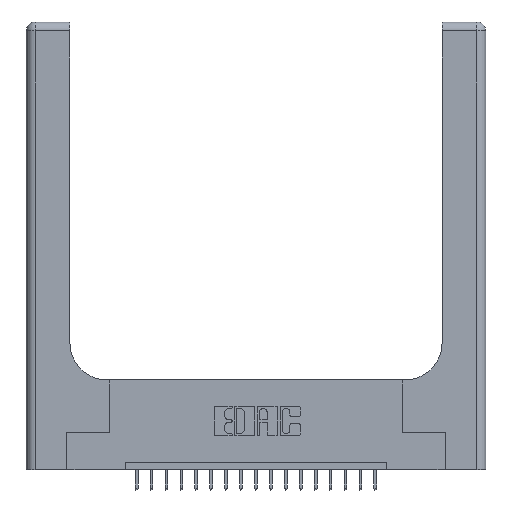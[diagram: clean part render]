
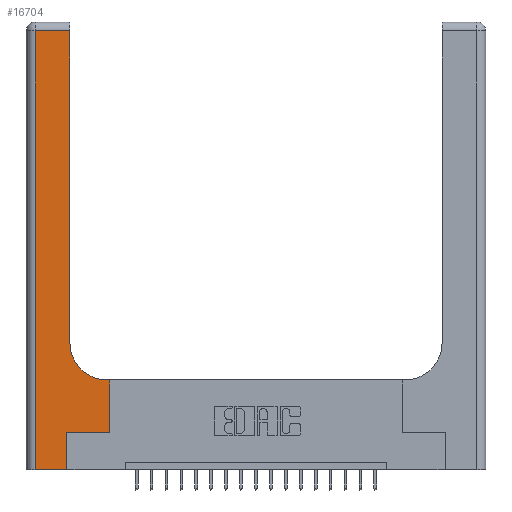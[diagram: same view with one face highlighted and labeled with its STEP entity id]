
A CAD part, top view. The second image highlights one B-rep face of the part: STEP entity #16704.
In plain terms, the highlighted planar face has unit normal (0, 0, 1).
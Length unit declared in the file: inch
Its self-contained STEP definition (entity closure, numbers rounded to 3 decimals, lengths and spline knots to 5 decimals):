
#61 = ORIENTED_EDGE ( 'NONE', *, *, #19392, .T. ) ;
#266 = DIRECTION ( 'NONE',  ( 0., -1., 0. ) ) ;
#350 = CARTESIAN_POINT ( 'NONE',  ( 0., 3., 0.37 ) ) ;
#397 = EDGE_CURVE ( 'NONE', #4548, #16485, #20495, .T. ) ;
#532 = ORIENTED_EDGE ( 'NONE', *, *, #17816, .T. ) ;
#705 = CARTESIAN_POINT ( 'NONE',  ( 0.06, 3., 0.37 ) ) ;
#785 = CARTESIAN_POINT ( 'NONE',  ( 0.06, 0., 0.37 ) ) ;
#833 = VECTOR ( 'NONE', #15234, 39.37008 ) ;
#1238 = LINE ( 'NONE', #7767, #13594 ) ;
#2228 = LINE ( 'NONE', #15231, #4517 ) ;
#2361 = CARTESIAN_POINT ( 'NONE',  ( 0.5415, 0.85, 0.37 ) ) ;
#3761 = CIRCLE ( 'NONE', #20395, 0.25 ) ;
#3874 = DIRECTION ( 'NONE',  ( 1., 0., 0. ) ) ;
#4377 = VERTEX_POINT ( 'NONE', #14304 ) ;
#4431 = CARTESIAN_POINT ( 'NONE',  ( 0., 2.94, 0.37 ) ) ;
#4517 = VECTOR ( 'NONE', #20343, 39.37008 ) ;
#4548 = VERTEX_POINT ( 'NONE', #16932 ) ;
#4607 = VECTOR ( 'NONE', #266, 39.37008 ) ;
#5479 = FACE_OUTER_BOUND ( 'NONE', #19125, .T. ) ;
#5494 = ORIENTED_EDGE ( 'NONE', *, *, #10839, .T. ) ;
#5582 = ORIENTED_EDGE ( 'NONE', *, *, #397, .T. ) ;
#5597 = VECTOR ( 'NONE', #15740, 39.37008 ) ;
#5631 = CARTESIAN_POINT ( 'NONE',  ( 0.5415, 0.6, 0.37 ) ) ;
#5869 = LINE ( 'NONE', #4431, #18339 ) ;
#6343 = VERTEX_POINT ( 'NONE', #13921 ) ;
#6581 = ORIENTED_EDGE ( 'NONE', *, *, #17684, .T. ) ;
#6638 = CARTESIAN_POINT ( 'NONE',  ( 0.2915, 0.85, 0.37 ) ) ;
#7033 = LINE ( 'NONE', #10400, #833 ) ;
#7127 = VECTOR ( 'NONE', #20410, 39.37008 ) ;
#7767 = CARTESIAN_POINT ( 'NONE',  ( 0.5585, 0.25, 0.37 ) ) ;
#8748 = PLANE ( 'NONE',  #12278 ) ;
#8930 = DIRECTION ( 'NONE',  ( -1., 0., 0. ) ) ;
#8959 = EDGE_CURVE ( 'NONE', #21076, #12730, #5869, .T. ) ;
#9238 = VERTEX_POINT ( 'NONE', #6638 ) ;
#9352 = DIRECTION ( 'NONE',  ( -1., 0., 0. ) ) ;
#10400 = CARTESIAN_POINT ( 'NONE',  ( 0.269, 0., 0.37 ) ) ;
#10494 = LINE ( 'NONE', #705, #4607 ) ;
#10691 = LINE ( 'NONE', #20304, #5597 ) ;
#10708 = DIRECTION ( 'NONE',  ( 0., 1., 0. ) ) ;
#10839 = EDGE_CURVE ( 'NONE', #16485, #9238, #3761, .T. ) ;
#11350 = ORIENTED_EDGE ( 'NONE', *, *, #8959, .T. ) ;
#12263 = VERTEX_POINT ( 'NONE', #19706 ) ;
#12278 = AXIS2_PLACEMENT_3D ( 'NONE', #350, #18797, #20418 ) ;
#12394 = EDGE_CURVE ( 'NONE', #9238, #21076, #2228, .T. ) ;
#12524 = ORIENTED_EDGE ( 'NONE', *, *, #16351, .T. ) ;
#12624 = EDGE_CURVE ( 'NONE', #21201, #12263, #10691, .T. ) ;
#12730 = VERTEX_POINT ( 'NONE', #17388 ) ;
#13594 = VECTOR ( 'NONE', #10708, 39.37008 ) ;
#13612 = DIRECTION ( 'NONE',  ( 0., 0., -1. ) ) ;
#13629 = CARTESIAN_POINT ( 'NONE',  ( 0.2915, 0.6, 0.37 ) ) ;
#13661 = LINE ( 'NONE', #20520, #7127 ) ;
#13921 = CARTESIAN_POINT ( 'NONE',  ( 0.5585, 0.25, 0.37 ) ) ;
#13964 = ORIENTED_EDGE ( 'NONE', *, *, #12394, .T. ) ;
#14304 = CARTESIAN_POINT ( 'NONE',  ( 0.269, 0.25, 0.37 ) ) ;
#15231 = CARTESIAN_POINT ( 'NONE',  ( 0.2915, 3., 0.37 ) ) ;
#15234 = DIRECTION ( 'NONE',  ( 0., 1., 0. ) ) ;
#15740 = DIRECTION ( 'NONE',  ( 1., 0., 0. ) ) ;
#15780 = VECTOR ( 'NONE', #8930, 39.37008 ) ;
#16351 = EDGE_CURVE ( 'NONE', #12263, #4377, #7033, .T. ) ;
#16485 = VERTEX_POINT ( 'NONE', #5631 ) ;
#16511 = CARTESIAN_POINT ( 'NONE',  ( 0.2915, 2.94, 0.37 ) ) ;
#16704 = ADVANCED_FACE ( 'NONE', ( #5479 ), #8748, .F. ) ;
#16932 = CARTESIAN_POINT ( 'NONE',  ( 0.5585, 0.6, 0.37 ) ) ;
#17388 = CARTESIAN_POINT ( 'NONE',  ( 0.06, 2.94, 0.37 ) ) ;
#17402 = ORIENTED_EDGE ( 'NONE', *, *, #12624, .T. ) ;
#17684 = EDGE_CURVE ( 'NONE', #12730, #21201, #10494, .T. ) ;
#17816 = EDGE_CURVE ( 'NONE', #6343, #4548, #1238, .T. ) ;
#18339 = VECTOR ( 'NONE', #9352, 39.37008 ) ;
#18797 = DIRECTION ( 'NONE',  ( 0., 0., -1. ) ) ;
#19125 = EDGE_LOOP ( 'NONE', ( #13964, #11350, #6581, #17402, #12524, #61, #532, #5582, #5494 ) ) ;
#19392 = EDGE_CURVE ( 'NONE', #4377, #6343, #13661, .T. ) ;
#19706 = CARTESIAN_POINT ( 'NONE',  ( 0.269, 0., 0.37 ) ) ;
#20304 = CARTESIAN_POINT ( 'NONE',  ( 0., 0., 0.37 ) ) ;
#20343 = DIRECTION ( 'NONE',  ( 0., 1., 0. ) ) ;
#20395 = AXIS2_PLACEMENT_3D ( 'NONE', #2361, #13612, #3874 ) ;
#20410 = DIRECTION ( 'NONE',  ( 1., 0., 0. ) ) ;
#20418 = DIRECTION ( 'NONE',  ( -1., 0., 0. ) ) ;
#20495 = LINE ( 'NONE', #13629, #15780 ) ;
#20520 = CARTESIAN_POINT ( 'NONE',  ( 0.269, 0.25, 0.37 ) ) ;
#21076 = VERTEX_POINT ( 'NONE', #16511 ) ;
#21201 = VERTEX_POINT ( 'NONE', #785 ) ;
